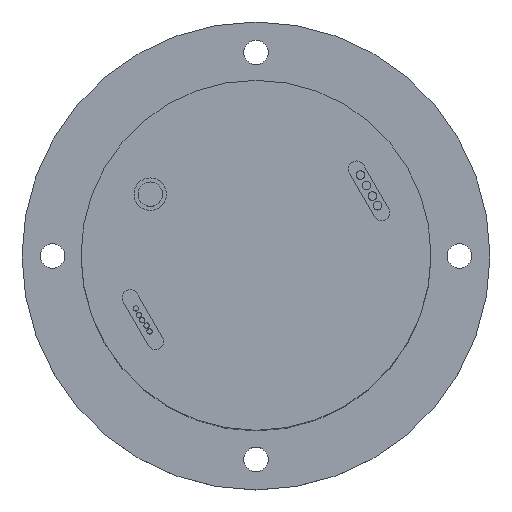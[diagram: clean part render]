
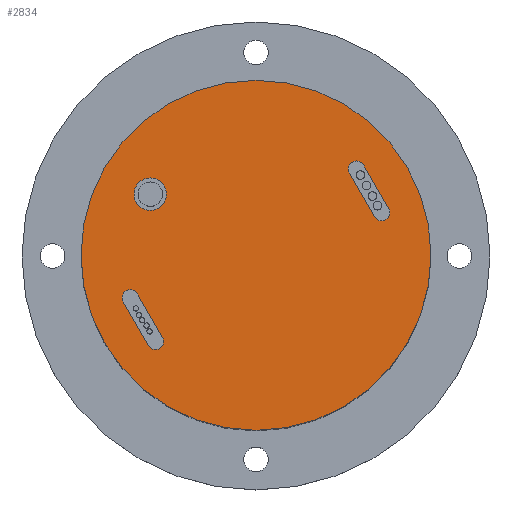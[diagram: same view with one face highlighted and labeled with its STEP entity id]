
A CAD part, top view. The second image highlights one B-rep face of the part: STEP entity #2834.
In plain terms, the highlighted planar face has unit normal (0, 0, 1).
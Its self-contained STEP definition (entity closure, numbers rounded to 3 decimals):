
#11 = ORIENTED_EDGE ( 'NONE', *, *, #1083, .F. ) ;
#32 = ORIENTED_EDGE ( 'NONE', *, *, #1883, .T. ) ;
#77 = DIRECTION ( 'NONE',  ( 0., 0., 1. ) ) ;
#83 = EDGE_LOOP ( 'NONE', ( #1684, #1715 ) ) ;
#107 = LINE ( 'NONE', #301, #2411 ) ;
#154 = DIRECTION ( 'NONE',  ( 0.5, -0.866, 0. ) ) ;
#181 = VECTOR ( 'NONE', #766, 1000. ) ;
#213 = AXIS2_PLACEMENT_3D ( 'NONE', #1259, #2844, #1480 ) ;
#215 = LINE ( 'NONE', #2307, #1305 ) ;
#225 = CARTESIAN_POINT ( 'NONE',  ( -24.713, -21.196, 119.6 ) ) ;
#231 = ORIENTED_EDGE ( 'NONE', *, *, #2737, .F. ) ;
#246 = LINE ( 'NONE', #2006, #181 ) ;
#260 = CARTESIAN_POINT ( 'NONE',  ( 28.981, 9.804, 119.6 ) ) ;
#283 = EDGE_CURVE ( 'NONE', #676, #911, #2875, .T. ) ;
#295 = CARTESIAN_POINT ( 'NONE',  ( 24.713, 21.196, 119.6 ) ) ;
#301 = CARTESIAN_POINT ( 'NONE',  ( -32.445, -11.804, 119.6 ) ) ;
#355 = AXIS2_PLACEMENT_3D ( 'NONE', #1835, #495, #2051 ) ;
#391 = EDGE_CURVE ( 'NONE', #2032, #468, #1922, .T. ) ;
#423 = CARTESIAN_POINT ( 'NONE',  ( 0., 0., 119.6 ) ) ;
#442 = DIRECTION ( 'NONE',  ( -1., 0., 0. ) ) ;
#450 = FACE_BOUND ( 'NONE', #2240, .T. ) ;
#468 = VERTEX_POINT ( 'NONE', #881 ) ;
#495 = DIRECTION ( 'NONE',  ( 0., 0., 1. ) ) ;
#511 = DIRECTION ( 'NONE',  ( 1., 0., 0. ) ) ;
#514 = DIRECTION ( 'NONE',  ( 0.5, -0.866, 0. ) ) ;
#553 = PLANE ( 'NONE',  #747 ) ;
#579 = DIRECTION ( 'NONE',  ( 1., 0., 0. ) ) ;
#581 = AXIS2_PLACEMENT_3D ( 'NONE', #2027, #693, #2255 ) ;
#582 = VERTEX_POINT ( 'NONE', #260 ) ;
#644 = ORIENTED_EDGE ( 'NONE', *, *, #2037, .F. ) ;
#650 = DIRECTION ( 'NONE',  ( 1., 0., 0. ) ) ;
#676 = VERTEX_POINT ( 'NONE', #731 ) ;
#679 = VERTEX_POINT ( 'NONE', #2749 ) ;
#688 = EDGE_CURVE ( 'NONE', #2603, #1000, #107, .T. ) ;
#693 = DIRECTION ( 'NONE',  ( 0., 0., 1. ) ) ;
#731 = CARTESIAN_POINT ( 'NONE',  ( -22.713, -21.196, 119.6 ) ) ;
#747 = AXIS2_PLACEMENT_3D ( 'NONE', #2328, #777, #2337 ) ;
#754 = AXIS2_PLACEMENT_3D ( 'NONE', #2137, #800, #2363 ) ;
#766 = DIRECTION ( 'NONE',  ( -0.5, 0.866, 0. ) ) ;
#772 = ORIENTED_EDGE ( 'NONE', *, *, #1171, .F. ) ;
#777 = DIRECTION ( 'NONE',  ( 0., 0., 1. ) ) ;
#800 = DIRECTION ( 'NONE',  ( 0., 0., 1. ) ) ;
#825 = EDGE_CURVE ( 'NONE', #2418, #679, #2198, .T. ) ;
#861 = DIRECTION ( 'NONE',  ( 0., 0., 1. ) ) ;
#881 = CARTESIAN_POINT ( 'NONE',  ( -43., 0., 119.6 ) ) ;
#911 = VERTEX_POINT ( 'NONE', #1920 ) ;
#926 = VERTEX_POINT ( 'NONE', #2611 ) ;
#1000 = VERTEX_POINT ( 'NONE', #2131 ) ;
#1083 = EDGE_CURVE ( 'NONE', #911, #926, #2088, .T. ) ;
#1159 = EDGE_LOOP ( 'NONE', ( #231, #772, #1751, #2566, #1461 ) ) ;
#1171 = EDGE_CURVE ( 'NONE', #1253, #2311, #246, .T. ) ;
#1187 = EDGE_LOOP ( 'NONE', ( #32, #1607 ) ) ;
#1188 = EDGE_CURVE ( 'NONE', #1225, #1253, #1275, .T. ) ;
#1225 = VERTEX_POINT ( 'NONE', #1342 ) ;
#1253 = VERTEX_POINT ( 'NONE', #2044 ) ;
#1259 = CARTESIAN_POINT ( 'NONE',  ( -24.713, -21.196, 119.6 ) ) ;
#1275 = CIRCLE ( 'NONE', #2645, 2.031 ) ;
#1305 = VECTOR ( 'NONE', #154, 1000. ) ;
#1342 = CARTESIAN_POINT ( 'NONE',  ( 32.922, 10.496, 119.6 ) ) ;
#1386 = AXIS2_PLACEMENT_3D ( 'NONE', #295, #1850, #511 ) ;
#1396 = CARTESIAN_POINT ( 'NONE',  ( -25.981, 15., 119.6 ) ) ;
#1405 = EDGE_CURVE ( 'NONE', #2104, #582, #215, .T. ) ;
#1461 = ORIENTED_EDGE ( 'NONE', *, *, #1405, .F. ) ;
#1480 = DIRECTION ( 'NONE',  ( -1., 0., 0. ) ) ;
#1481 = FACE_BOUND ( 'NONE', #83, .T. ) ;
#1495 = ORIENTED_EDGE ( 'NONE', *, *, #283, .F. ) ;
#1517 = DIRECTION ( 'NONE',  ( -0.5, 0.866, 0. ) ) ;
#1518 = CIRCLE ( 'NONE', #1668, 43. ) ;
#1607 = ORIENTED_EDGE ( 'NONE', *, *, #391, .T. ) ;
#1616 = DIRECTION ( 'NONE',  ( 1., 0., 0. ) ) ;
#1668 = AXIS2_PLACEMENT_3D ( 'NONE', #2194, #861, #2424 ) ;
#1684 = ORIENTED_EDGE ( 'NONE', *, *, #2752, .F. ) ;
#1687 = CARTESIAN_POINT ( 'NONE',  ( 30.89, 10.496, 119.6 ) ) ;
#1694 = AXIS2_PLACEMENT_3D ( 'NONE', #1396, #77, #1616 ) ;
#1699 = CIRCLE ( 'NONE', #1694, 4. ) ;
#1715 = ORIENTED_EDGE ( 'NONE', *, *, #825, .F. ) ;
#1751 = ORIENTED_EDGE ( 'NONE', *, *, #1188, .F. ) ;
#1771 = DIRECTION ( 'NONE',  ( 0., 0., 1. ) ) ;
#1800 = CARTESIAN_POINT ( 'NONE',  ( 43., 0., 119.6 ) ) ;
#1835 = CARTESIAN_POINT ( 'NONE',  ( 30.89, 10.496, 119.6 ) ) ;
#1850 = DIRECTION ( 'NONE',  ( 0., 0., 1. ) ) ;
#1883 = EDGE_CURVE ( 'NONE', #468, #2032, #1518, .T. ) ;
#1906 = DIRECTION ( 'NONE',  ( 0., 0., 1. ) ) ;
#1920 = CARTESIAN_POINT ( 'NONE',  ( -22.981, -20.196, 119.6 ) ) ;
#1922 = CIRCLE ( 'NONE', #2607, 43. ) ;
#1942 = EDGE_CURVE ( 'NONE', #1000, #676, #2581, .T. ) ;
#1978 = DIRECTION ( 'NONE',  ( 0., 0., 1. ) ) ;
#2006 = CARTESIAN_POINT ( 'NONE',  ( 32.445, 11.804, 119.6 ) ) ;
#2027 = CARTESIAN_POINT ( 'NONE',  ( -30.89, -10.496, 119.6 ) ) ;
#2032 = VERTEX_POINT ( 'NONE', #1800 ) ;
#2037 = EDGE_CURVE ( 'NONE', #926, #2603, #2833, .T. ) ;
#2039 = ORIENTED_EDGE ( 'NONE', *, *, #688, .F. ) ;
#2044 = CARTESIAN_POINT ( 'NONE',  ( 32.445, 11.804, 119.6 ) ) ;
#2047 = CARTESIAN_POINT ( 'NONE',  ( 22.981, 20.196, 119.6 ) ) ;
#2051 = DIRECTION ( 'NONE',  ( 1., 0., 0. ) ) ;
#2081 = FACE_OUTER_BOUND ( 'NONE', #1187, .T. ) ;
#2088 = LINE ( 'NONE', #2201, #2619 ) ;
#2104 = VERTEX_POINT ( 'NONE', #2047 ) ;
#2131 = CARTESIAN_POINT ( 'NONE',  ( -26.445, -22.196, 119.6 ) ) ;
#2136 = CARTESIAN_POINT ( 'NONE',  ( 26.445, 22.196, 119.6 ) ) ;
#2137 = CARTESIAN_POINT ( 'NONE',  ( -25.981, 15., 119.6 ) ) ;
#2185 = CARTESIAN_POINT ( 'NONE',  ( -29.981, 15., 119.6 ) ) ;
#2194 = CARTESIAN_POINT ( 'NONE',  ( 0., 0., 119.6 ) ) ;
#2198 = CIRCLE ( 'NONE', #754, 4. ) ;
#2201 = CARTESIAN_POINT ( 'NONE',  ( -25.981, -15., 119.6 ) ) ;
#2240 = EDGE_LOOP ( 'NONE', ( #2730, #2039, #644, #11, #1495 ) ) ;
#2255 = DIRECTION ( 'NONE',  ( -1., 0., 0. ) ) ;
#2307 = CARTESIAN_POINT ( 'NONE',  ( 25.981, 15., 119.6 ) ) ;
#2311 = VERTEX_POINT ( 'NONE', #2136 ) ;
#2328 = CARTESIAN_POINT ( 'NONE',  ( 0., 0., 119.6 ) ) ;
#2337 = DIRECTION ( 'NONE',  ( 1., 0., 0. ) ) ;
#2363 = DIRECTION ( 'NONE',  ( 1., 0., 0. ) ) ;
#2368 = CIRCLE ( 'NONE', #1386, 2. ) ;
#2411 = VECTOR ( 'NONE', #514, 1000. ) ;
#2418 = VERTEX_POINT ( 'NONE', #2185 ) ;
#2424 = DIRECTION ( 'NONE',  ( 1., 0., 0. ) ) ;
#2441 = CIRCLE ( 'NONE', #355, 2.031 ) ;
#2566 = ORIENTED_EDGE ( 'NONE', *, *, #2677, .F. ) ;
#2581 = CIRCLE ( 'NONE', #2728, 2. ) ;
#2603 = VERTEX_POINT ( 'NONE', #2706 ) ;
#2607 = AXIS2_PLACEMENT_3D ( 'NONE', #423, #1978, #650 ) ;
#2611 = CARTESIAN_POINT ( 'NONE',  ( -28.981, -9.804, 119.6 ) ) ;
#2619 = VECTOR ( 'NONE', #1517, 1000. ) ;
#2645 = AXIS2_PLACEMENT_3D ( 'NONE', #1687, #1906, #579 ) ;
#2677 = EDGE_CURVE ( 'NONE', #582, #1225, #2441, .T. ) ;
#2706 = CARTESIAN_POINT ( 'NONE',  ( -32.445, -11.804, 119.6 ) ) ;
#2728 = AXIS2_PLACEMENT_3D ( 'NONE', #225, #1771, #442 ) ;
#2730 = ORIENTED_EDGE ( 'NONE', *, *, #1942, .F. ) ;
#2737 = EDGE_CURVE ( 'NONE', #2311, #2104, #2368, .T. ) ;
#2749 = CARTESIAN_POINT ( 'NONE',  ( -21.981, 15., 119.6 ) ) ;
#2752 = EDGE_CURVE ( 'NONE', #679, #2418, #1699, .T. ) ;
#2833 = CIRCLE ( 'NONE', #581, 2.031 ) ;
#2834 = ADVANCED_FACE ( 'NONE', ( #1481, #450, #2835, #2081 ), #553, .T. ) ;
#2835 = FACE_BOUND ( 'NONE', #1159, .T. ) ;
#2844 = DIRECTION ( 'NONE',  ( 0., 0., 1. ) ) ;
#2875 = CIRCLE ( 'NONE', #213, 2. ) ;
